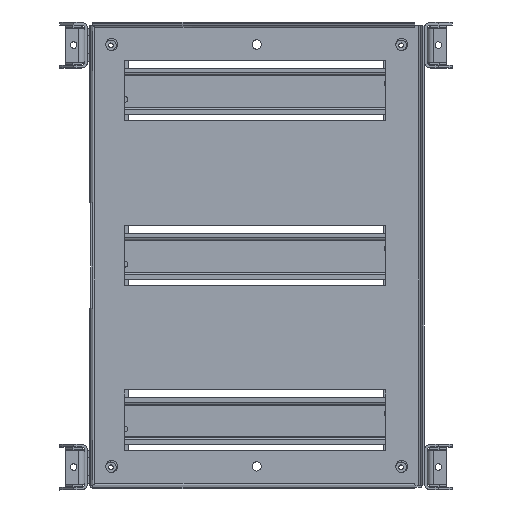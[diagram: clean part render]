
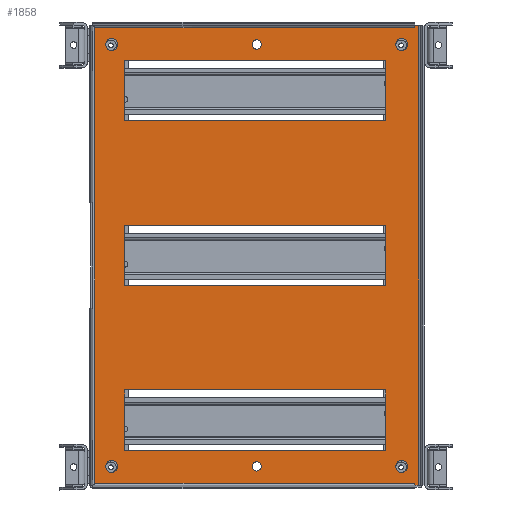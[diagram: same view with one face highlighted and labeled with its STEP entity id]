
A CAD part, top view. The second image highlights one B-rep face of the part: STEP entity #1858.
In plain terms, the highlighted face is planar.
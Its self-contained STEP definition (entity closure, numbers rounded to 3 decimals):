
#1407=FACE_BOUND('',#3007,.T.);
#1408=FACE_BOUND('',#3008,.T.);
#1409=FACE_BOUND('',#3009,.T.);
#1410=FACE_BOUND('',#3010,.T.);
#1411=FACE_BOUND('',#3011,.T.);
#1412=FACE_BOUND('',#3012,.T.);
#1413=FACE_BOUND('',#3013,.T.);
#1414=FACE_BOUND('',#3014,.T.);
#1415=FACE_BOUND('',#3015,.T.);
#1416=FACE_BOUND('',#3016,.T.);
#1557=PLANE('',#10662);
#1858=ADVANCED_FACE('F2',(#1407,#1408,#1409,#1410,#1411,#1412,#1413,#1414,
#1415,#1416),#1557,.F.);
#3007=EDGE_LOOP('',(#4303,#4304,#4305,#4306,#4307,#4308,#4309,#4310));
#3008=EDGE_LOOP('',(#4311));
#3009=EDGE_LOOP('',(#4312));
#3010=EDGE_LOOP('',(#4313));
#3011=EDGE_LOOP('',(#4314));
#3012=EDGE_LOOP('',(#4315));
#3013=EDGE_LOOP('',(#4316));
#3014=EDGE_LOOP('',(#4317,#4318,#4319,#4320));
#3015=EDGE_LOOP('',(#4321,#4322,#4323,#4324));
#3016=EDGE_LOOP('',(#4325,#4326,#4327,#4328));
#3490=CIRCLE('',#10581,3.5);
#3492=CIRCLE('',#10584,4.5);
#3494=CIRCLE('',#10587,4.5);
#3496=CIRCLE('',#10590,4.5);
#3498=CIRCLE('',#10593,4.5);
#3500=CIRCLE('',#10596,3.5);
#4303=ORIENTED_EDGE('',*,*,#7649,.F.);
#4304=ORIENTED_EDGE('',*,*,#7648,.F.);
#4305=ORIENTED_EDGE('',*,*,#7586,.F.);
#4306=ORIENTED_EDGE('',*,*,#7590,.F.);
#4307=ORIENTED_EDGE('',*,*,#7591,.F.);
#4308=ORIENTED_EDGE('',*,*,#7596,.F.);
#4309=ORIENTED_EDGE('',*,*,#7607,.F.);
#4310=ORIENTED_EDGE('',*,*,#7650,.F.);
#4311=ORIENTED_EDGE('',*,*,#7530,.F.);
#4312=ORIENTED_EDGE('',*,*,#7527,.F.);
#4313=ORIENTED_EDGE('',*,*,#7524,.F.);
#4314=ORIENTED_EDGE('',*,*,#7521,.F.);
#4315=ORIENTED_EDGE('',*,*,#7518,.F.);
#4316=ORIENTED_EDGE('',*,*,#7515,.F.);
#4317=ORIENTED_EDGE('',*,*,#7504,.F.);
#4318=ORIENTED_EDGE('',*,*,#7507,.F.);
#4319=ORIENTED_EDGE('',*,*,#7510,.F.);
#4320=ORIENTED_EDGE('',*,*,#7512,.F.);
#4321=ORIENTED_EDGE('',*,*,#7492,.F.);
#4322=ORIENTED_EDGE('',*,*,#7495,.F.);
#4323=ORIENTED_EDGE('',*,*,#7498,.F.);
#4324=ORIENTED_EDGE('',*,*,#7500,.F.);
#4325=ORIENTED_EDGE('',*,*,#7480,.F.);
#4326=ORIENTED_EDGE('',*,*,#7483,.F.);
#4327=ORIENTED_EDGE('',*,*,#7486,.F.);
#4328=ORIENTED_EDGE('',*,*,#7488,.F.);
#6587=VERTEX_POINT('',#13749);
#6589=VERTEX_POINT('',#13753);
#6591=VERTEX_POINT('',#13759);
#6593=VERTEX_POINT('',#13765);
#6595=VERTEX_POINT('',#13773);
#6597=VERTEX_POINT('',#13777);
#6599=VERTEX_POINT('',#13783);
#6601=VERTEX_POINT('',#13789);
#6603=VERTEX_POINT('',#13797);
#6605=VERTEX_POINT('',#13801);
#6607=VERTEX_POINT('',#13807);
#6609=VERTEX_POINT('',#13813);
#6610=VERTEX_POINT('',#13820);
#6612=VERTEX_POINT('',#13826);
#6614=VERTEX_POINT('',#13832);
#6616=VERTEX_POINT('',#13838);
#6618=VERTEX_POINT('',#13844);
#6620=VERTEX_POINT('',#13850);
#6659=VERTEX_POINT('',#13966);
#6660=VERTEX_POINT('',#13968);
#6662=VERTEX_POINT('',#13974);
#6663=VERTEX_POINT('',#13978);
#6665=VERTEX_POINT('',#13986);
#6673=VERTEX_POINT('',#14008);
#6695=VERTEX_POINT('',#14085);
#6697=VERTEX_POINT('',#14098);
#7480=EDGE_CURVE('E4',#6589,#6587,#8834,.T.);
#7483=EDGE_CURVE('E3',#6591,#6589,#8837,.T.);
#7486=EDGE_CURVE('E2',#6593,#6591,#8840,.T.);
#7488=EDGE_CURVE('E1',#6587,#6593,#8842,.T.);
#7492=EDGE_CURVE('E8',#6597,#6595,#8846,.T.);
#7495=EDGE_CURVE('E7',#6599,#6597,#8849,.T.);
#7498=EDGE_CURVE('E6',#6601,#6599,#8852,.T.);
#7500=EDGE_CURVE('E5',#6595,#6601,#8854,.T.);
#7504=EDGE_CURVE('E12',#6605,#6603,#8858,.T.);
#7507=EDGE_CURVE('E11',#6607,#6605,#8861,.T.);
#7510=EDGE_CURVE('E10',#6609,#6607,#8864,.T.);
#7512=EDGE_CURVE('E9',#6603,#6609,#8866,.T.);
#7515=EDGE_CURVE('E13',#6610,#6610,#3490,.T.);
#7518=EDGE_CURVE('E14',#6612,#6612,#3492,.T.);
#7521=EDGE_CURVE('E15',#6614,#6614,#3494,.T.);
#7524=EDGE_CURVE('E16',#6616,#6616,#3496,.T.);
#7527=EDGE_CURVE('E17',#6618,#6618,#3498,.T.);
#7530=EDGE_CURVE('E18',#6620,#6620,#3500,.T.);
#7586=EDGE_CURVE('E24',#6659,#6660,#8918,.T.);
#7590=EDGE_CURVE('E23',#6662,#6659,#8920,.T.);
#7591=EDGE_CURVE('E22',#6663,#6662,#8921,.T.);
#7596=EDGE_CURVE('E21',#6665,#6663,#8925,.T.);
#7607=EDGE_CURVE('E20',#6673,#6665,#8934,.T.);
#7648=EDGE_CURVE('E25',#6660,#6695,#8961,.T.);
#7649=EDGE_CURVE('E26',#6695,#6697,#8962,.T.);
#7650=EDGE_CURVE('E19',#6697,#6673,#8963,.T.);
#8834=LINE('',#13754,#9715);
#8837=LINE('',#13760,#9718);
#8840=LINE('',#13766,#9721);
#8842=LINE('',#13769,#9723);
#8846=LINE('',#13778,#9727);
#8849=LINE('',#13784,#9730);
#8852=LINE('',#13790,#9733);
#8854=LINE('',#13793,#9735);
#8858=LINE('',#13802,#9739);
#8861=LINE('',#13808,#9742);
#8864=LINE('',#13814,#9745);
#8866=LINE('',#13817,#9747);
#8918=LINE('',#13967,#9799);
#8920=LINE('',#13975,#9801);
#8921=LINE('',#13977,#9802);
#8925=LINE('',#13987,#9806);
#8934=LINE('',#14009,#9815);
#8961=LINE('',#14095,#9842);
#8962=LINE('',#14097,#9843);
#8963=LINE('',#14099,#9844);
#9715=VECTOR('',#11460,1.);
#9718=VECTOR('',#11465,1.);
#9721=VECTOR('',#11470,1.);
#9723=VECTOR('',#11474,1.);
#9727=VECTOR('',#11480,1.);
#9730=VECTOR('',#11485,1.);
#9733=VECTOR('',#11490,1.);
#9735=VECTOR('',#11494,1.);
#9739=VECTOR('',#11500,1.);
#9742=VECTOR('',#11505,1.);
#9745=VECTOR('',#11510,1.);
#9747=VECTOR('',#11514,1.);
#9799=VECTOR('',#11654,1.);
#9801=VECTOR('',#11662,1.);
#9802=VECTOR('',#11665,1.);
#9806=VECTOR('',#11675,1.);
#9815=VECTOR('',#11694,1.);
#9842=VECTOR('',#11773,1.);
#9843=VECTOR('',#11776,1.);
#9844=VECTOR('',#11777,1.);
#10581=AXIS2_PLACEMENT_3D('',#13823,#11520,#11521);
#10584=AXIS2_PLACEMENT_3D('',#13829,#11527,#11528);
#10587=AXIS2_PLACEMENT_3D('',#13835,#11534,#11535);
#10590=AXIS2_PLACEMENT_3D('',#13841,#11541,#11542);
#10593=AXIS2_PLACEMENT_3D('',#13847,#11548,#11549);
#10596=AXIS2_PLACEMENT_3D('',#13853,#11555,#11556);
#10662=AXIS2_PLACEMENT_3D('',#14100,#11778,#11779);
#11460=DIRECTION('',(1.,0.,0.));
#11465=DIRECTION('',(0.,0.,-1.));
#11470=DIRECTION('',(-1.,0.,0.));
#11474=DIRECTION('',(0.,0.,1.));
#11480=DIRECTION('',(1.,0.,0.));
#11485=DIRECTION('',(0.,0.,-1.));
#11490=DIRECTION('',(-1.,0.,0.));
#11494=DIRECTION('',(0.,0.,1.));
#11500=DIRECTION('',(1.,0.,0.));
#11505=DIRECTION('',(0.,0.,-1.));
#11510=DIRECTION('',(-1.,0.,0.));
#11514=DIRECTION('',(0.,0.,1.));
#11520=DIRECTION('',(0.,-1.,0.));
#11521=DIRECTION('',(0.,0.,-1.));
#11527=DIRECTION('',(0.,-1.,0.));
#11528=DIRECTION('',(0.,0.,-1.));
#11534=DIRECTION('',(0.,-1.,0.));
#11535=DIRECTION('',(0.,0.,-1.));
#11541=DIRECTION('',(0.,-1.,0.));
#11542=DIRECTION('',(0.,0.,-1.));
#11548=DIRECTION('',(0.,-1.,0.));
#11549=DIRECTION('',(0.,0.,-1.));
#11555=DIRECTION('',(0.,-1.,0.));
#11556=DIRECTION('',(0.,0.,-1.));
#11654=DIRECTION('',(1.,0.,0.));
#11662=DIRECTION('',(0.,0.,1.));
#11665=DIRECTION('',(-1.,0.,0.));
#11675=DIRECTION('',(0.,0.,-1.));
#11694=DIRECTION('',(1.,0.,0.));
#11773=DIRECTION('',(0.,0.,1.));
#11776=DIRECTION('',(1.,0.,0.));
#11777=DIRECTION('',(0.,0.,-1.));
#11778=DIRECTION('',(0.,1.,0.));
#11779=DIRECTION('',(1.,0.,0.));
#13749=CARTESIAN_POINT('',(-1134.039,394.753,883.509));
#13753=CARTESIAN_POINT('',(-1180.039,394.753,883.509));
#13754=CARTESIAN_POINT('',(-1157.039,394.753,883.509));
#13759=CARTESIAN_POINT('',(-1180.039,394.753,1081.509));
#13760=CARTESIAN_POINT('',(-1180.039,394.753,982.509));
#13765=CARTESIAN_POINT('',(-1134.039,394.753,1081.509));
#13766=CARTESIAN_POINT('',(-1157.039,394.753,1081.509));
#13769=CARTESIAN_POINT('',(-1134.039,394.753,982.509));
#13773=CARTESIAN_POINT('',(-1009.039,394.753,883.509));
#13777=CARTESIAN_POINT('',(-1055.039,394.753,883.509));
#13778=CARTESIAN_POINT('',(-1032.039,394.753,883.509));
#13783=CARTESIAN_POINT('',(-1055.039,394.753,1081.509));
#13784=CARTESIAN_POINT('',(-1055.039,394.753,982.509));
#13789=CARTESIAN_POINT('',(-1009.039,394.753,1081.509));
#13790=CARTESIAN_POINT('',(-1032.039,394.753,1081.509));
#13793=CARTESIAN_POINT('',(-1009.039,394.753,982.509));
#13797=CARTESIAN_POINT('',(-884.039,394.753,883.509));
#13801=CARTESIAN_POINT('',(-930.039,394.753,883.509));
#13802=CARTESIAN_POINT('',(-907.039,394.753,883.509));
#13807=CARTESIAN_POINT('',(-930.039,394.753,1081.509));
#13808=CARTESIAN_POINT('',(-930.039,394.753,982.509));
#13813=CARTESIAN_POINT('',(-884.039,394.753,1081.509));
#13814=CARTESIAN_POINT('',(-907.039,394.753,1081.509));
#13817=CARTESIAN_POINT('',(-884.039,394.753,982.509));
#13820=CARTESIAN_POINT('',(-872.039,394.753,978.009));
#13823=CARTESIAN_POINT('',(-872.039,394.753,981.509));
#13826=CARTESIAN_POINT('',(-1192.04,394.753,1087.008));
#13829=CARTESIAN_POINT('',(-1192.04,394.753,1091.508));
#13832=CARTESIAN_POINT('',(-872.039,394.753,1087.008));
#13835=CARTESIAN_POINT('',(-872.039,394.753,1091.508));
#13838=CARTESIAN_POINT('',(-872.039,394.753,867.01));
#13841=CARTESIAN_POINT('',(-872.039,394.753,871.51));
#13844=CARTESIAN_POINT('',(-1192.04,394.753,867.01));
#13847=CARTESIAN_POINT('',(-1192.04,394.753,871.51));
#13850=CARTESIAN_POINT('',(-1192.04,394.753,978.009));
#13853=CARTESIAN_POINT('',(-1192.04,394.753,981.509));
#13966=CARTESIAN_POINT('',(-1206.339,394.753,861.709));
#13967=CARTESIAN_POINT('',(-1205.58,394.753,861.709));
#13968=CARTESIAN_POINT('',(-1204.821,394.753,861.709));
#13974=CARTESIAN_POINT('',(-1206.339,394.753,858.727));
#13975=CARTESIAN_POINT('',(-1206.339,394.753,860.218));
#13977=CARTESIAN_POINT('',(-1032.039,394.753,858.727));
#13978=CARTESIAN_POINT('',(-857.739,394.753,858.727));
#13986=CARTESIAN_POINT('',(-857.739,394.753,861.709));
#13987=CARTESIAN_POINT('',(-857.739,394.753,860.218));
#14008=CARTESIAN_POINT('',(-859.257,394.753,861.709));
#14009=CARTESIAN_POINT('',(-858.498,394.753,861.709));
#14085=CARTESIAN_POINT('',(-1204.821,394.753,1104.291));
#14095=CARTESIAN_POINT('',(-1204.821,394.753,983.));
#14097=CARTESIAN_POINT('',(-1032.039,394.753,1104.291));
#14098=CARTESIAN_POINT('',(-859.257,394.753,1104.291));
#14099=CARTESIAN_POINT('',(-859.257,394.753,983.));
#14100=CARTESIAN_POINT('',(-1206.369,394.753,1104.321));
